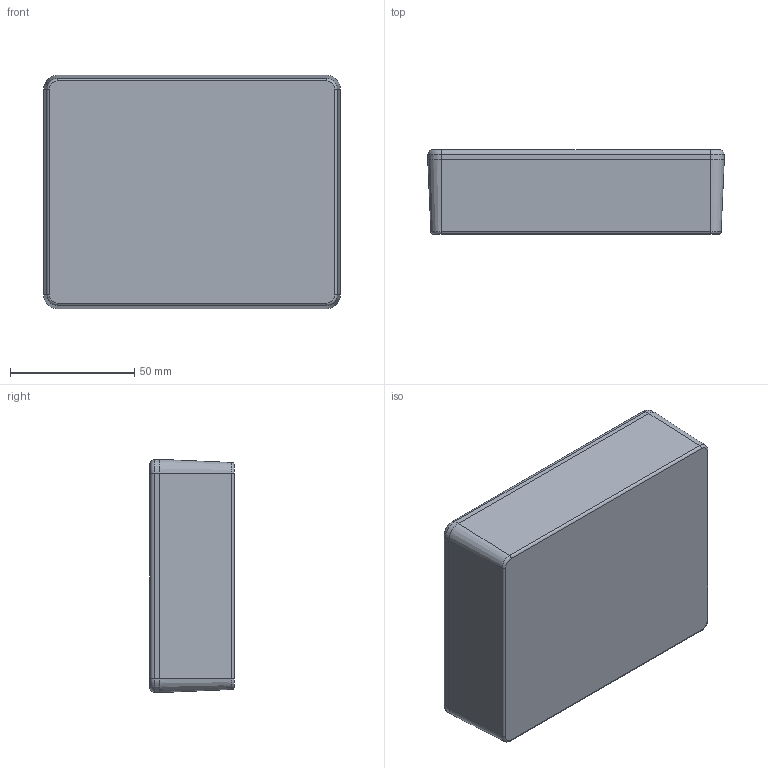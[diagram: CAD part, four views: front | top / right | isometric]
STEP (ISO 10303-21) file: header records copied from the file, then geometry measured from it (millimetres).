
FILE_DESCRIPTION(('FreeCAD Model'),'2;1');
FILE_NAME('Hammond 1590BB.step','2019-07-24T01:41:27',('Author'),(''), 'Open CASCADE STEP processor 7.3','FreeCAD','Unknown');
FILE_SCHEMA(('AUTOMOTIVE_DESIGN { 1 0 10303 214 1 1 1 1 }'));
Length unit declared in the file: millimetre
Products named in the file (1): 1590BB
Bounding box: 119.5 x 34 x 94 mm (x, y, z)
Volume: 79887.8 mm3; surface area: 69152.5 mm2
Topology: 1 solids, 10 shells, 452 faces, 1164 edges, 748 vertices
Faces by surface type: plane 244, bspline 76, cylinder 56, cone 52, torus 16, sphere 8
Full cylindrical faces by diameter (mm): 2.642 x4, 3.378 x4, 3.5 x4, 4 x4
Entity records: 17524 total; most frequent: CARTESIAN_POINT 3935, ORIENTED_EDGE 2304, DIRECTION 1870, EDGE_CURVE 1152, VERTEX_POINT 748, LINE 696, VECTOR 696, AXIS2_PLACEMENT_3D 587
